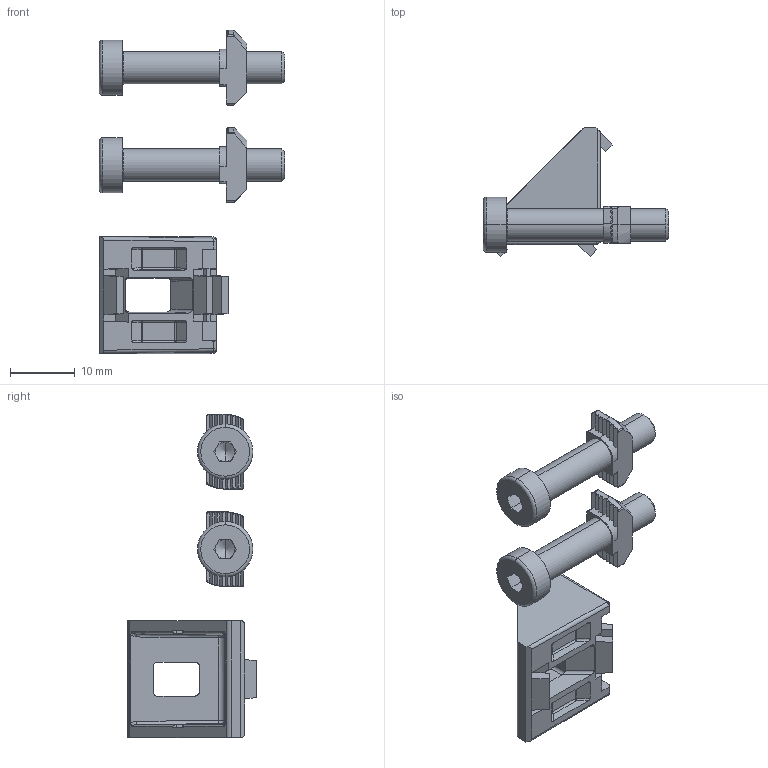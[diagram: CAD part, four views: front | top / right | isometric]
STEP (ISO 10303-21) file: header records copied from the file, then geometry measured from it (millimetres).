
FILE_DESCRIPTION (( 'STEP AP214' ), '1' );
FILE_NAME ('093w203n06s04.STEP', '2014-08-20T10:45:39', ( '' ), ( '' ), 'SwSTEP 2.0', 'SolidWorks 2014', '' );
FILE_SCHEMA (( 'AUTOMOTIVE_DESIGN' ));
Length unit declared in the file: millimetre
Products named in the file (4): socket head thin cap screw_din_DIN 7984 - M5 x 25 --- 25C; 096h06510_096h06510; 093w203_093 w 203 n06 s03; 093w203n06s04
Assembly tree (5 placements, depth 2):
  093w203n06s04
    093w203_093 w 203 n06 s03
    096h06510_096h06510  x2
    socket head thin cap screw_din_DIN 7984 - M5 x 25 --- 25C  x2
Bounding box: 28.5 x 19.8 x 49.75 mm (x, y, z)
Volume: 3347.9 mm3; surface area: 3849.9 mm2
Topology: 5 solids, 5 shells, 374 faces, 977 edges, 608 vertices
Faces by surface type: plane 202, cylinder 113, torus 24, sphere 16, cone 12, bspline 7
Entity records: 8605 total; most frequent: CARTESIAN_POINT 2098, ORIENTED_EDGE 1410, DIRECTION 1222, EDGE_CURVE 705, VERTEX_POINT 441, LINE 440, VECTOR 440, AXIS2_PLACEMENT_3D 391
